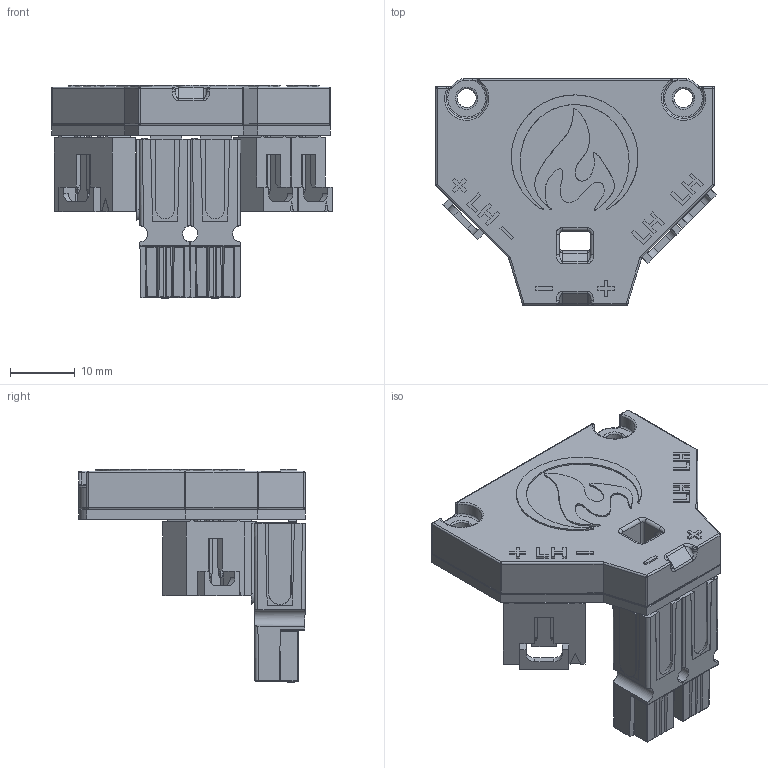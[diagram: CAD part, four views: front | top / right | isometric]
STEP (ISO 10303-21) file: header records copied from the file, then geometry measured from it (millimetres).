
FILE_DESCRIPTION(/* description */ ('STEP AP242 Edition 2','CAx-IF Rec.Pracs.---Representation and Presentation of Product Manufacturing Information (PMI)---4.0---2014-10-13','CAx-IF Rec.Pracs.---3D Tessellated Geometry---0.4---2014-09-14','2;1','CAx-IF Rec.Pracs.---User Defined Attributes---1.5---2016-08-15'),/* implementation_level */ '2;1');
FILE_NAME(/* name */ '6947645840d25efcb9c1353d',/* time_stamp */ '2025-12-21T03:07:05Z',/* author */ (''),/* organization */ (''),/* preprocessor_version */ 'ST-DEVELOPER v20',/* originating_system */ 'ONSHAPE BY PTC INC, 1.208',/* authorisation */ ' ');
FILE_SCHEMA (('AP242_MANAGED_MODEL_BASED_3D_ENGINEERING_MIM_LF { 1 0 10303 442 3 1 4 }'));
Products named in the file (1): RF-4004
Bounding box: 43.46 x 35.13 x 33.03 mm (x, y, z)
Volume: 9686.8 mm3; surface area: 10360.9 mm2
Topology: 1 solids, 3 shells, 1580 faces, 4140 edges, 2570 vertices
Faces by surface type: plane 945, cylinder 417, bspline 83, torus 64, sphere 63, cone 8
Full cylindrical faces by diameter (mm): 1.092 x8, 1.27 x2, 2.946 x4, 3.658 x2, 4.216 x2
Entity records: 54795 total; most frequent: CARTESIAN_POINT 13241, ORIENTED_EDGE 7980, DIRECTION 6928, EDGE_CURVE 3990, LINE 2794, VECTOR 2794, VERTEX_POINT 2512, AXIS2_PLACEMENT_3D 2067
